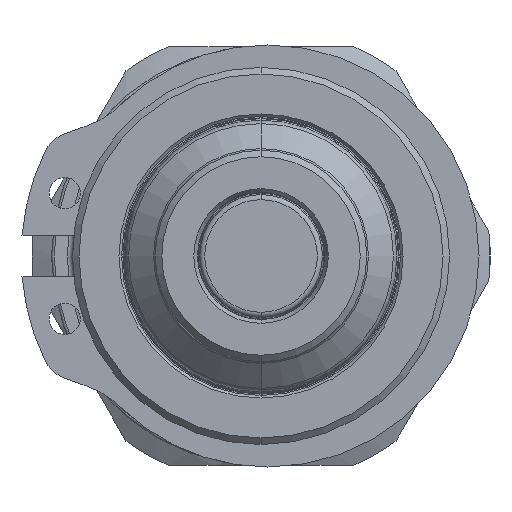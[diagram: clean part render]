
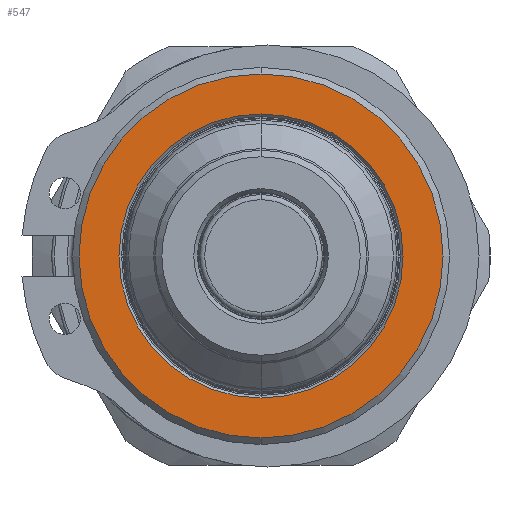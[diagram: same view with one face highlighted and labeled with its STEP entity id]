
A CAD part, left-side view. The second image highlights one B-rep face of the part: STEP entity #547.
In plain terms, the highlighted planar face has unit normal (-1, 0, 0).
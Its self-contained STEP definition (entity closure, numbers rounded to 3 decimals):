
#99 = EDGE_CURVE ( 'NONE', #2898, #2969, #3551, .T. ) ;
#116 = EDGE_CURVE ( 'NONE', #2925, #3029, #3533, .T. ) ;
#398 = AXIS2_PLACEMENT_3D ( 'NONE', #2721, #2720, #2719 ) ;
#501 = AXIS2_PLACEMENT_3D ( 'NONE', #914, #913, #912 ) ;
#547 = ADVANCED_FACE ( 'NONE', ( #3442, #3441 ), #1816, .T. ) ;
#624 = EDGE_CURVE ( 'NONE', #2969, #2898, #2818, .T. ) ;
#655 = AXIS2_PLACEMENT_3D ( 'NONE', #3370, #3372, #3373 ) ;
#662 = AXIS2_PLACEMENT_3D ( 'NONE', #3137, #3138, #3139 ) ;
#912 = DIRECTION ( 'NONE',  ( 0., 0., 1. ) ) ;
#913 = DIRECTION ( 'NONE',  ( -1., 0., 0. ) ) ;
#914 = CARTESIAN_POINT ( 'NONE',  ( 18.5, 0., 0. ) ) ;
#1009 = CARTESIAN_POINT ( 'NONE',  ( 18.5, 0., 10.85 ) ) ;
#1149 = CARTESIAN_POINT ( 'NONE',  ( 18.5, 0., -10.85 ) ) ;
#1194 = CARTESIAN_POINT ( 'NONE',  ( 18.5, 0., 13.9 ) ) ;
#1216 = CARTESIAN_POINT ( 'NONE',  ( 18.5, 0., -13.9 ) ) ;
#1804 = CARTESIAN_POINT ( 'NONE',  ( 18.5, 10.85, 0. ) ) ;
#1809 = DIRECTION ( 'NONE',  ( 0., 0., 1. ) ) ;
#1814 = DIRECTION ( 'NONE',  ( -1., 0., 0. ) ) ;
#1816 = PLANE ( 'NONE',  #3280 ) ;
#2438 = CIRCLE ( 'NONE', #501, 10.85 ) ;
#2719 = DIRECTION ( 'NONE',  ( 0., 0., 1. ) ) ;
#2720 = DIRECTION ( 'NONE',  ( -1., 0., 0. ) ) ;
#2721 = CARTESIAN_POINT ( 'NONE',  ( 18.5, 0., 0. ) ) ;
#2818 = CIRCLE ( 'NONE', #398, 13.9 ) ;
#2898 = VERTEX_POINT ( 'NONE', #1216 ) ;
#2925 = VERTEX_POINT ( 'NONE', #1009 ) ;
#2969 = VERTEX_POINT ( 'NONE', #1194 ) ;
#3029 = VERTEX_POINT ( 'NONE', #1149 ) ;
#3137 = CARTESIAN_POINT ( 'NONE',  ( 18.5, 0., 0. ) ) ;
#3138 = DIRECTION ( 'NONE',  ( -1., 0., 0. ) ) ;
#3139 = DIRECTION ( 'NONE',  ( 0., 0., 1. ) ) ;
#3280 = AXIS2_PLACEMENT_3D ( 'NONE', #1804, #1814, #1809 ) ;
#3350 = EDGE_CURVE ( 'NONE', #3029, #2925, #2438, .T. ) ;
#3370 = CARTESIAN_POINT ( 'NONE',  ( 18.5, 0., 0. ) ) ;
#3372 = DIRECTION ( 'NONE',  ( -1., 0., 0. ) ) ;
#3373 = DIRECTION ( 'NONE',  ( 0., 0., 1. ) ) ;
#3441 = FACE_BOUND ( 'NONE', #3742, .T. ) ;
#3442 = FACE_OUTER_BOUND ( 'NONE', #3743, .T. ) ;
#3533 = CIRCLE ( 'NONE', #655, 10.85 ) ;
#3551 = CIRCLE ( 'NONE', #662, 13.9 ) ;
#3636 = ORIENTED_EDGE ( 'NONE', *, *, #624, .T. ) ;
#3640 = ORIENTED_EDGE ( 'NONE', *, *, #3350, .F. ) ;
#3654 = ORIENTED_EDGE ( 'NONE', *, *, #116, .F. ) ;
#3674 = ORIENTED_EDGE ( 'NONE', *, *, #99, .T. ) ;
#3742 = EDGE_LOOP ( 'NONE', ( #3654, #3640 ) ) ;
#3743 = EDGE_LOOP ( 'NONE', ( #3674, #3636 ) ) ;
